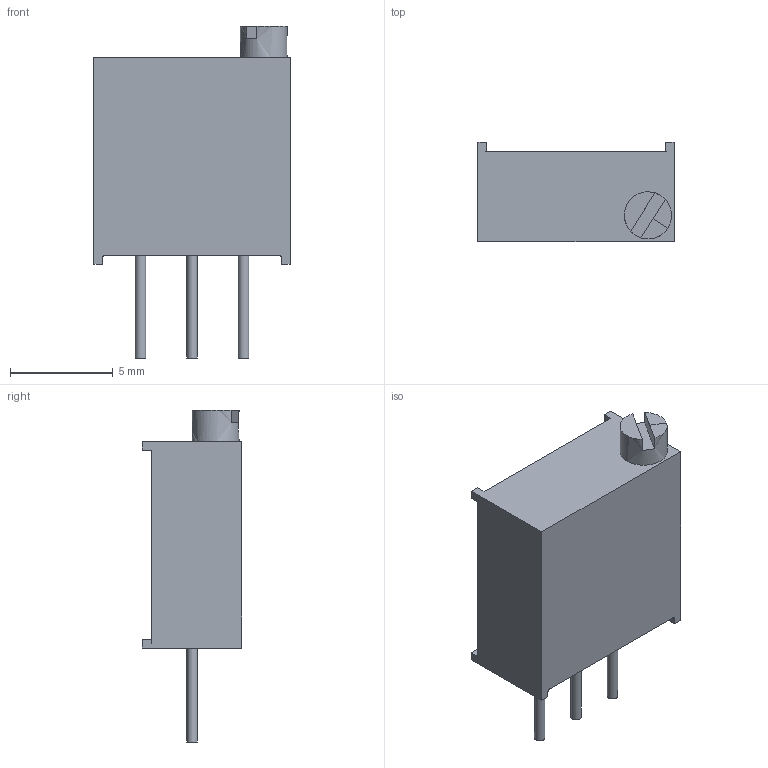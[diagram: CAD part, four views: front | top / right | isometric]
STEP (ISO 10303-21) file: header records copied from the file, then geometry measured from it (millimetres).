
FILE_DESCRIPTION(('FreeCAD Model'),'2;1');
FILE_NAME('6896W.step', '2018-04-16T12:55:18',('Author'),(''), 'Open CASCADE STEP processor 6.8','FreeCAD','Unknown');
FILE_SCHEMA(('AUTOMOTIVE_DESIGN_CC2 { 1 2 10303 214 -1 1 5 4 }'));
Length unit declared in the file: millimetre
Products named in the file (4): ASSEMBLY; Compound001; Compound002_(Solid); Compound001_(Solid)
Assembly tree (3 placements, depth 2):
  ASSEMBLY
    Compound001
    Compound002_(Solid)
    Compound001_(Solid)
Bounding box: 9.53 x 4.83 x 16.12 mm (x, y, z)
Surface area: 403.3 mm2 (no closed solid volume)
Topology: 0 solids, 8 shells, 38 faces, 113 edges, 72 vertices
Faces by surface type: plane 32, bspline 6
Entity records: 3845 total; most frequent: CARTESIAN_POINT 1892, DIRECTION 271, LINE 194, VECTOR 194, ORIENTED_EDGE 185, PCURVE 185, DEFINITIONAL_REPRESENTATION 185, EDGE_CURVE 113
